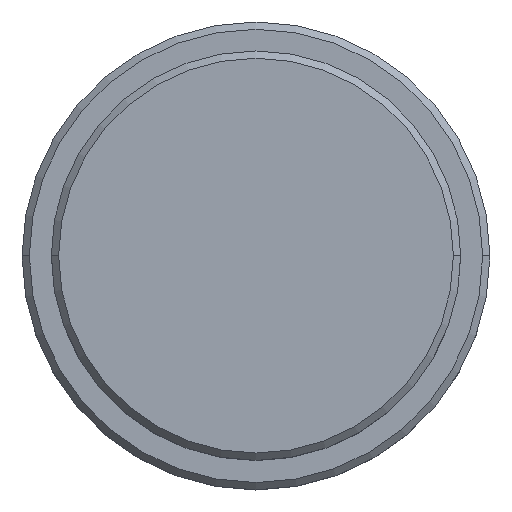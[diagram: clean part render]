
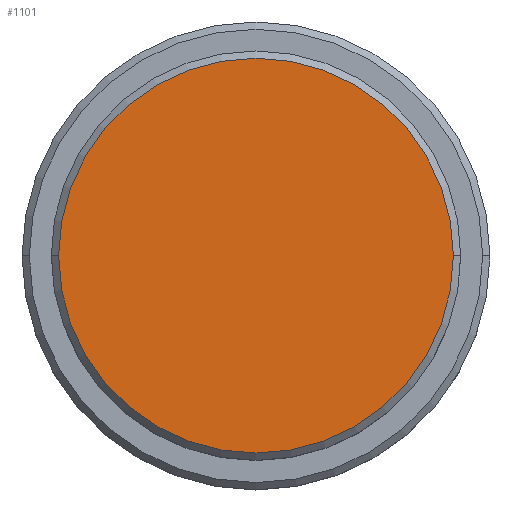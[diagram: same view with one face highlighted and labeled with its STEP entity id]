
A CAD part, top view. The second image highlights one B-rep face of the part: STEP entity #1101.
In plain terms, the highlighted planar face has unit normal (0, 0, 1).
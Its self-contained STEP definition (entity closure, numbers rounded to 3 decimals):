
#7 = EDGE_LOOP ( 'NONE', ( #236, #104 ) ) ;
#40 = CIRCLE ( 'NONE', #1281, 13.5 ) ;
#104 = ORIENTED_EDGE ( 'NONE', *, *, #1218, .T. ) ;
#170 = EDGE_CURVE ( 'NONE', #466, #1365, #714, .T. ) ;
#236 = ORIENTED_EDGE ( 'NONE', *, *, #170, .T. ) ;
#259 = CARTESIAN_POINT ( 'NONE',  ( 0., 0., 0. ) ) ;
#336 = CARTESIAN_POINT ( 'NONE',  ( 0., 0., 0. ) ) ;
#339 = DIRECTION ( 'NONE',  ( 1., 0., 0. ) ) ;
#466 = VERTEX_POINT ( 'NONE', #533 ) ;
#533 = CARTESIAN_POINT ( 'NONE',  ( -13.5, 0., 0. ) ) ;
#561 = PLANE ( 'NONE',  #1410 ) ;
#605 = AXIS2_PLACEMENT_3D ( 'NONE', #1014, #1242, #339 ) ;
#714 = CIRCLE ( 'NONE', #605, 13.5 ) ;
#773 = DIRECTION ( 'NONE',  ( 1., 0., 0. ) ) ;
#824 = DIRECTION ( 'NONE',  ( 0., 0., 1. ) ) ;
#858 = CARTESIAN_POINT ( 'NONE',  ( 13.5, 0., 0. ) ) ;
#1014 = CARTESIAN_POINT ( 'NONE',  ( 0., 0., 0. ) ) ;
#1101 = ADVANCED_FACE ( 'NONE', ( #1345 ), #561, .T. ) ;
#1137 = DIRECTION ( 'NONE',  ( 0., 0., 1. ) ) ;
#1171 = DIRECTION ( 'NONE',  ( 1., 0., 0. ) ) ;
#1218 = EDGE_CURVE ( 'NONE', #1365, #466, #40, .T. ) ;
#1242 = DIRECTION ( 'NONE',  ( 0., 0., 1. ) ) ;
#1281 = AXIS2_PLACEMENT_3D ( 'NONE', #259, #824, #1171 ) ;
#1345 = FACE_OUTER_BOUND ( 'NONE', #7, .T. ) ;
#1365 = VERTEX_POINT ( 'NONE', #858 ) ;
#1410 = AXIS2_PLACEMENT_3D ( 'NONE', #336, #1137, #773 ) ;
